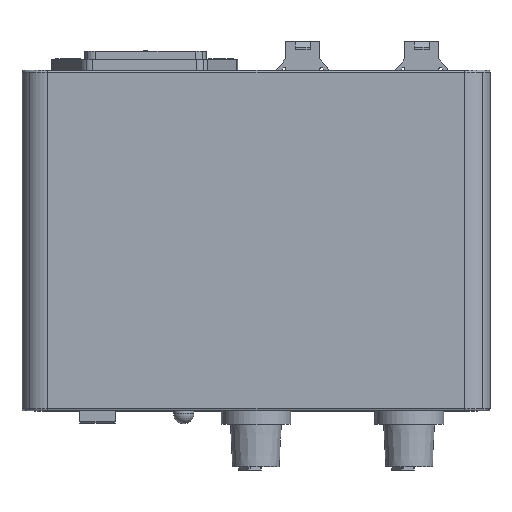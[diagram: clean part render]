
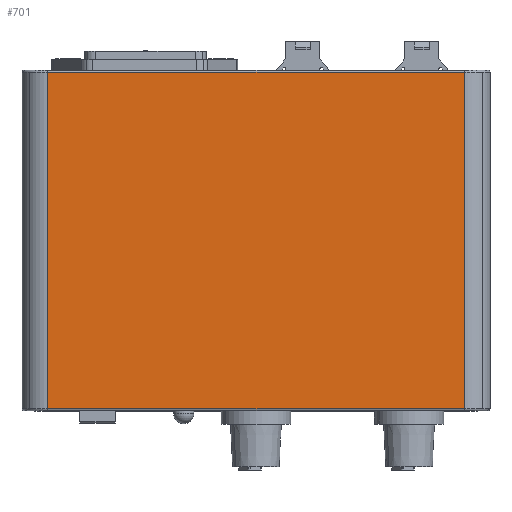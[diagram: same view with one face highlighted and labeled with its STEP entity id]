
A CAD part, top view. The second image highlights one B-rep face of the part: STEP entity #701.
In plain terms, the highlighted planar face has unit normal (0, 0, 1).
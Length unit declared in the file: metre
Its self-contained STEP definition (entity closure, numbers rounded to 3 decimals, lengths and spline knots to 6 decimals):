
#701=ADVANCED_FACE('0:10288',(#2371),#2372,.F.);
#2371=FACE_OUTER_BOUND('',#5454,.T.);
#2372=PLANE('',#5455);
#5454=EDGE_LOOP('',(#11942,#11943,#11944,#11945));
#5455=AXIS2_PLACEMENT_3D('',#11946,#11947,#11948);
#11942=ORIENTED_EDGE('',*,*,#17332,.F.);
#11943=ORIENTED_EDGE('',*,*,#17353,.F.);
#11944=ORIENTED_EDGE('',*,*,#17356,.F.);
#11945=ORIENTED_EDGE('',*,*,#17350,.F.);
#11946=CARTESIAN_POINT('',(0.,0.0,0.046003));
#11947=DIRECTION('',(0.,0.0,-1.0));
#11948=DIRECTION('',(0.0,-1.0,0.0));
#17332=EDGE_CURVE('0:13072',#21291,#21293,#21294,.T.);
#17350=EDGE_CURVE('0:13144',#21293,#21314,#21315,.T.);
#17353=EDGE_CURVE('0:13156',#21317,#21291,#21319,.T.);
#17356=EDGE_CURVE('0:13168',#21314,#21317,#21322,.T.);
#21291=VERTEX_POINT('',#26543);
#21293=VERTEX_POINT('',#26545);
#21294=LINE('',#26546,#26547);
#21314=VERTEX_POINT('',#26572);
#21315=LINE('',#26573,#26574);
#21317=VERTEX_POINT('',#26576);
#21319=LINE('',#26578,#26579);
#21322=LINE('',#26582,#26583);
#26543=CARTESIAN_POINT('',(-0.049,0.0395,0.046003));
#26545=CARTESIAN_POINT('',(0.049,0.0395,0.046003));
#26546=CARTESIAN_POINT('',(0.,0.0395,0.046003));
#26547=VECTOR('',#33091,1.0);
#26572=CARTESIAN_POINT('',(0.049,-0.0395,0.046003));
#26573=CARTESIAN_POINT('',(0.049,0.0,0.046003));
#26574=VECTOR('',#33133,1.0);
#26576=CARTESIAN_POINT('',(-0.049,-0.0395,0.046003));
#26578=CARTESIAN_POINT('',(-0.049,0.0,0.046003));
#26579=VECTOR('',#33140,1.0);
#26582=CARTESIAN_POINT('',(0.,-0.0395,0.046003));
#26583=VECTOR('',#33147,1.0);
#33091=DIRECTION('',(1.0,0.0,0.));
#33133=DIRECTION('',(0.0,-1.0,0.0));
#33140=DIRECTION('',(0.0,1.0,0.0));
#33147=DIRECTION('',(-1.0,0.0,0.));
